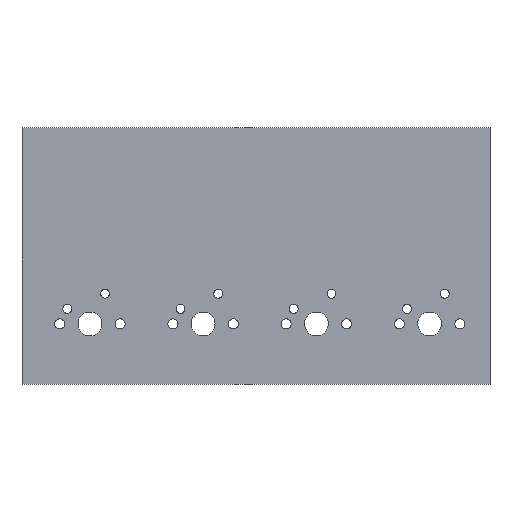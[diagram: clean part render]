
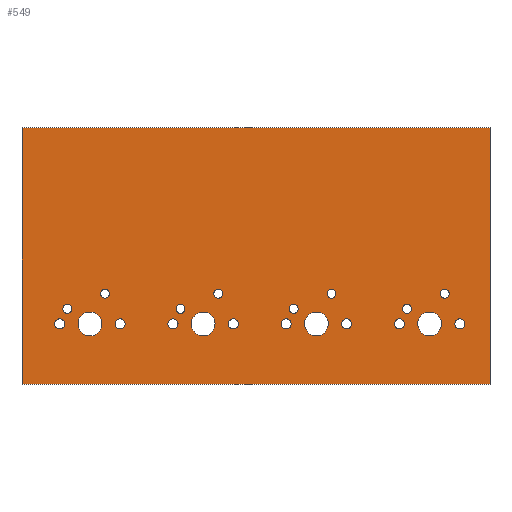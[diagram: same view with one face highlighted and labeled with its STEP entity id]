
A CAD part, top view. The second image highlights one B-rep face of the part: STEP entity #549.
In plain terms, the highlighted planar face has unit normal (0, 0, 1).
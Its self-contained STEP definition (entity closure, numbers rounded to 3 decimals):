
#59=FACE_BOUND('',#170,.T.);
#60=FACE_BOUND('',#171,.T.);
#61=FACE_BOUND('',#172,.T.);
#62=FACE_BOUND('',#173,.T.);
#63=FACE_BOUND('',#174,.T.);
#64=FACE_BOUND('',#175,.T.);
#65=FACE_BOUND('',#176,.T.);
#66=FACE_BOUND('',#177,.T.);
#67=FACE_BOUND('',#178,.T.);
#68=FACE_BOUND('',#179,.T.);
#69=FACE_BOUND('',#180,.T.);
#70=FACE_BOUND('',#181,.T.);
#71=FACE_BOUND('',#182,.T.);
#72=FACE_BOUND('',#183,.T.);
#73=FACE_BOUND('',#184,.T.);
#74=FACE_BOUND('',#185,.T.);
#75=FACE_BOUND('',#186,.T.);
#76=FACE_BOUND('',#187,.T.);
#77=FACE_BOUND('',#188,.T.);
#78=FACE_BOUND('',#189,.T.);
#99=CIRCLE('',#611,0.85);
#100=CIRCLE('',#612,2.);
#101=CIRCLE('',#613,0.85);
#102=CIRCLE('',#614,0.85);
#103=CIRCLE('',#615,2.);
#104=CIRCLE('',#616,0.85);
#105=CIRCLE('',#617,0.85);
#106=CIRCLE('',#618,2.);
#107=CIRCLE('',#619,0.85);
#108=CIRCLE('',#620,0.85);
#109=CIRCLE('',#621,2.);
#110=CIRCLE('',#622,0.85);
#111=CIRCLE('',#623,0.75);
#112=CIRCLE('',#624,0.75);
#113=CIRCLE('',#625,0.75);
#114=CIRCLE('',#626,0.75);
#115=CIRCLE('',#627,0.75);
#116=CIRCLE('',#628,0.75);
#117=CIRCLE('',#629,0.75);
#118=CIRCLE('',#630,0.75);
#123=FACE_OUTER_BOUND('',#169,.T.);
#169=EDGE_LOOP('',(#431,#432,#433,#434));
#170=EDGE_LOOP('',(#435));
#171=EDGE_LOOP('',(#436));
#172=EDGE_LOOP('',(#437));
#173=EDGE_LOOP('',(#438));
#174=EDGE_LOOP('',(#439));
#175=EDGE_LOOP('',(#440));
#176=EDGE_LOOP('',(#441));
#177=EDGE_LOOP('',(#442));
#178=EDGE_LOOP('',(#443));
#179=EDGE_LOOP('',(#444));
#180=EDGE_LOOP('',(#445));
#181=EDGE_LOOP('',(#446));
#182=EDGE_LOOP('',(#447));
#183=EDGE_LOOP('',(#448));
#184=EDGE_LOOP('',(#449));
#185=EDGE_LOOP('',(#450));
#186=EDGE_LOOP('',(#451));
#187=EDGE_LOOP('',(#452));
#188=EDGE_LOOP('',(#453));
#189=EDGE_LOOP('',(#454));
#212=LINE('',#830,#244);
#216=LINE('',#838,#248);
#218=LINE('',#842,#250);
#222=LINE('',#889,#254);
#244=VECTOR('',#660,1.);
#248=VECTOR('',#666,1.);
#250=VECTOR('',#670,1.);
#254=VECTOR('',#718,1.);
#276=VERTEX_POINT('',#827);
#277=VERTEX_POINT('',#829);
#280=VERTEX_POINT('',#836);
#281=VERTEX_POINT('',#841);
#303=VERTEX_POINT('',#890);
#304=VERTEX_POINT('',#892);
#305=VERTEX_POINT('',#894);
#306=VERTEX_POINT('',#896);
#307=VERTEX_POINT('',#898);
#308=VERTEX_POINT('',#900);
#309=VERTEX_POINT('',#902);
#310=VERTEX_POINT('',#904);
#311=VERTEX_POINT('',#906);
#312=VERTEX_POINT('',#908);
#313=VERTEX_POINT('',#910);
#314=VERTEX_POINT('',#912);
#315=VERTEX_POINT('',#914);
#316=VERTEX_POINT('',#916);
#317=VERTEX_POINT('',#918);
#318=VERTEX_POINT('',#920);
#319=VERTEX_POINT('',#922);
#320=VERTEX_POINT('',#924);
#321=VERTEX_POINT('',#926);
#322=VERTEX_POINT('',#928);
#324=EDGE_CURVE('',#276,#277,#212,.T.);
#328=EDGE_CURVE('',#280,#276,#216,.T.);
#330=EDGE_CURVE('',#277,#281,#218,.T.);
#354=EDGE_CURVE('',#281,#280,#222,.T.);
#355=EDGE_CURVE('',#303,#303,#99,.T.);
#356=EDGE_CURVE('',#304,#304,#100,.T.);
#357=EDGE_CURVE('',#305,#305,#101,.T.);
#358=EDGE_CURVE('',#306,#306,#102,.T.);
#359=EDGE_CURVE('',#307,#307,#103,.T.);
#360=EDGE_CURVE('',#308,#308,#104,.T.);
#361=EDGE_CURVE('',#309,#309,#105,.T.);
#362=EDGE_CURVE('',#310,#310,#106,.T.);
#363=EDGE_CURVE('',#311,#311,#107,.T.);
#364=EDGE_CURVE('',#312,#312,#108,.T.);
#365=EDGE_CURVE('',#313,#313,#109,.T.);
#366=EDGE_CURVE('',#314,#314,#110,.T.);
#367=EDGE_CURVE('',#315,#315,#111,.T.);
#368=EDGE_CURVE('',#316,#316,#112,.T.);
#369=EDGE_CURVE('',#317,#317,#113,.T.);
#370=EDGE_CURVE('',#318,#318,#114,.T.);
#371=EDGE_CURVE('',#319,#319,#115,.T.);
#372=EDGE_CURVE('',#320,#320,#116,.T.);
#373=EDGE_CURVE('',#321,#321,#117,.T.);
#374=EDGE_CURVE('',#322,#322,#118,.T.);
#431=ORIENTED_EDGE('',*,*,#324,.F.);
#432=ORIENTED_EDGE('',*,*,#328,.F.);
#433=ORIENTED_EDGE('',*,*,#354,.F.);
#434=ORIENTED_EDGE('',*,*,#330,.F.);
#435=ORIENTED_EDGE('',*,*,#355,.T.);
#436=ORIENTED_EDGE('',*,*,#356,.T.);
#437=ORIENTED_EDGE('',*,*,#357,.T.);
#438=ORIENTED_EDGE('',*,*,#358,.T.);
#439=ORIENTED_EDGE('',*,*,#359,.T.);
#440=ORIENTED_EDGE('',*,*,#360,.T.);
#441=ORIENTED_EDGE('',*,*,#361,.T.);
#442=ORIENTED_EDGE('',*,*,#362,.T.);
#443=ORIENTED_EDGE('',*,*,#363,.T.);
#444=ORIENTED_EDGE('',*,*,#364,.T.);
#445=ORIENTED_EDGE('',*,*,#365,.T.);
#446=ORIENTED_EDGE('',*,*,#366,.T.);
#447=ORIENTED_EDGE('',*,*,#367,.T.);
#448=ORIENTED_EDGE('',*,*,#368,.T.);
#449=ORIENTED_EDGE('',*,*,#369,.T.);
#450=ORIENTED_EDGE('',*,*,#370,.T.);
#451=ORIENTED_EDGE('',*,*,#371,.T.);
#452=ORIENTED_EDGE('',*,*,#372,.T.);
#453=ORIENTED_EDGE('',*,*,#373,.T.);
#454=ORIENTED_EDGE('',*,*,#374,.T.);
#543=PLANE('',#610);
#549=ADVANCED_FACE('',(#123,#59,#60,#61,#62,#63,#64,#65,#66,#67,#68,#69,
#70,#71,#72,#73,#74,#75,#76,#77,#78),#543,.T.);
#610=AXIS2_PLACEMENT_3D('',#888,#716,#717);
#611=AXIS2_PLACEMENT_3D('',#891,#719,#720);
#612=AXIS2_PLACEMENT_3D('',#893,#721,#722);
#613=AXIS2_PLACEMENT_3D('',#895,#723,#724);
#614=AXIS2_PLACEMENT_3D('',#897,#725,#726);
#615=AXIS2_PLACEMENT_3D('',#899,#727,#728);
#616=AXIS2_PLACEMENT_3D('',#901,#729,#730);
#617=AXIS2_PLACEMENT_3D('',#903,#731,#732);
#618=AXIS2_PLACEMENT_3D('',#905,#733,#734);
#619=AXIS2_PLACEMENT_3D('',#907,#735,#736);
#620=AXIS2_PLACEMENT_3D('',#909,#737,#738);
#621=AXIS2_PLACEMENT_3D('',#911,#739,#740);
#622=AXIS2_PLACEMENT_3D('',#913,#741,#742);
#623=AXIS2_PLACEMENT_3D('',#915,#743,#744);
#624=AXIS2_PLACEMENT_3D('',#917,#745,#746);
#625=AXIS2_PLACEMENT_3D('',#919,#747,#748);
#626=AXIS2_PLACEMENT_3D('',#921,#749,#750);
#627=AXIS2_PLACEMENT_3D('',#923,#751,#752);
#628=AXIS2_PLACEMENT_3D('',#925,#753,#754);
#629=AXIS2_PLACEMENT_3D('',#927,#755,#756);
#630=AXIS2_PLACEMENT_3D('',#929,#757,#758);
#660=DIRECTION('',(-1.,0.,0.));
#666=DIRECTION('',(0.,-1.,0.));
#670=DIRECTION('',(0.,1.,0.));
#716=DIRECTION('center_axis',(0.,0.,1.));
#717=DIRECTION('ref_axis',(1.,0.,0.));
#718=DIRECTION('',(1.,0.,0.));
#719=DIRECTION('center_axis',(0.,0.,-1.));
#720=DIRECTION('ref_axis',(0.,-1.,0.));
#721=DIRECTION('center_axis',(0.,0.,-1.));
#722=DIRECTION('ref_axis',(0.,-1.,0.));
#723=DIRECTION('center_axis',(0.,0.,-1.));
#724=DIRECTION('ref_axis',(0.,-1.,0.));
#725=DIRECTION('center_axis',(0.,0.,-1.));
#726=DIRECTION('ref_axis',(0.,-1.,0.));
#727=DIRECTION('center_axis',(0.,0.,-1.));
#728=DIRECTION('ref_axis',(0.,-1.,0.));
#729=DIRECTION('center_axis',(0.,0.,-1.));
#730=DIRECTION('ref_axis',(0.,-1.,0.));
#731=DIRECTION('center_axis',(0.,0.,-1.));
#732=DIRECTION('ref_axis',(0.,-1.,0.));
#733=DIRECTION('center_axis',(0.,0.,-1.));
#734=DIRECTION('ref_axis',(0.,-1.,0.));
#735=DIRECTION('center_axis',(0.,0.,-1.));
#736=DIRECTION('ref_axis',(0.,-1.,0.));
#737=DIRECTION('center_axis',(0.,0.,-1.));
#738=DIRECTION('ref_axis',(0.,-1.,0.));
#739=DIRECTION('center_axis',(0.,0.,-1.));
#740=DIRECTION('ref_axis',(0.,-1.,0.));
#741=DIRECTION('center_axis',(0.,0.,-1.));
#742=DIRECTION('ref_axis',(0.,-1.,0.));
#743=DIRECTION('center_axis',(0.,0.,-1.));
#744=DIRECTION('ref_axis',(0.,-1.,0.));
#745=DIRECTION('center_axis',(0.,0.,-1.));
#746=DIRECTION('ref_axis',(0.,-1.,0.));
#747=DIRECTION('center_axis',(0.,0.,-1.));
#748=DIRECTION('ref_axis',(0.,-1.,0.));
#749=DIRECTION('center_axis',(0.,0.,-1.));
#750=DIRECTION('ref_axis',(0.,-1.,0.));
#751=DIRECTION('center_axis',(0.,0.,-1.));
#752=DIRECTION('ref_axis',(0.,-1.,0.));
#753=DIRECTION('center_axis',(0.,0.,-1.));
#754=DIRECTION('ref_axis',(0.,-1.,0.));
#755=DIRECTION('center_axis',(0.,0.,-1.));
#756=DIRECTION('ref_axis',(0.,-1.,0.));
#757=DIRECTION('center_axis',(0.,0.,-1.));
#758=DIRECTION('ref_axis',(0.,-1.,0.));
#827=CARTESIAN_POINT('',(161.29,-144.78,1.51));
#829=CARTESIAN_POINT('',(82.55,-144.78,1.51));
#830=CARTESIAN_POINT('',(161.29,-144.78,1.51));
#836=CARTESIAN_POINT('',(161.29,-101.6,1.51));
#838=CARTESIAN_POINT('',(161.29,-101.6,1.51));
#841=CARTESIAN_POINT('',(82.55,-101.6,1.51));
#842=CARTESIAN_POINT('',(82.55,-144.78,1.51));
#888=CARTESIAN_POINT('Origin',(0.,0.,1.51));
#889=CARTESIAN_POINT('',(82.55,-101.6,1.51));
#890=CARTESIAN_POINT('',(88.9,-133.77,1.51));
#891=CARTESIAN_POINT('Origin',(88.9,-134.62,1.51));
#892=CARTESIAN_POINT('',(93.98,-132.62,1.51));
#893=CARTESIAN_POINT('Origin',(93.98,-134.62,1.51));
#894=CARTESIAN_POINT('',(99.06,-133.77,1.51));
#895=CARTESIAN_POINT('Origin',(99.06,-134.62,1.51));
#896=CARTESIAN_POINT('',(107.95,-133.77,1.51));
#897=CARTESIAN_POINT('Origin',(107.95,-134.62,1.51));
#898=CARTESIAN_POINT('',(113.03,-132.62,1.51));
#899=CARTESIAN_POINT('Origin',(113.03,-134.62,1.51));
#900=CARTESIAN_POINT('',(118.11,-133.77,1.51));
#901=CARTESIAN_POINT('Origin',(118.11,-134.62,1.51));
#902=CARTESIAN_POINT('',(127.,-133.77,1.51));
#903=CARTESIAN_POINT('Origin',(127.,-134.62,1.51));
#904=CARTESIAN_POINT('',(132.08,-132.62,1.51));
#905=CARTESIAN_POINT('Origin',(132.08,-134.62,1.51));
#906=CARTESIAN_POINT('',(137.16,-133.77,1.51));
#907=CARTESIAN_POINT('Origin',(137.16,-134.62,1.51));
#908=CARTESIAN_POINT('',(146.05,-133.77,1.51));
#909=CARTESIAN_POINT('Origin',(146.05,-134.62,1.51));
#910=CARTESIAN_POINT('',(151.13,-132.62,1.51));
#911=CARTESIAN_POINT('Origin',(151.13,-134.62,1.51));
#912=CARTESIAN_POINT('',(156.21,-133.77,1.51));
#913=CARTESIAN_POINT('Origin',(156.21,-134.62,1.51));
#914=CARTESIAN_POINT('',(90.17,-131.33,1.51));
#915=CARTESIAN_POINT('Origin',(90.17,-132.08,1.51));
#916=CARTESIAN_POINT('',(109.22,-131.33,1.51));
#917=CARTESIAN_POINT('Origin',(109.22,-132.08,1.51));
#918=CARTESIAN_POINT('',(96.52,-128.79,1.51));
#919=CARTESIAN_POINT('Origin',(96.52,-129.54,1.51));
#920=CARTESIAN_POINT('',(115.57,-128.79,1.51));
#921=CARTESIAN_POINT('Origin',(115.57,-129.54,1.51));
#922=CARTESIAN_POINT('',(128.27,-131.33,1.51));
#923=CARTESIAN_POINT('Origin',(128.27,-132.08,1.51));
#924=CARTESIAN_POINT('',(147.32,-131.33,1.51));
#925=CARTESIAN_POINT('Origin',(147.32,-132.08,1.51));
#926=CARTESIAN_POINT('',(134.62,-128.79,1.51));
#927=CARTESIAN_POINT('Origin',(134.62,-129.54,1.51));
#928=CARTESIAN_POINT('',(153.67,-128.79,1.51));
#929=CARTESIAN_POINT('Origin',(153.67,-129.54,1.51));
